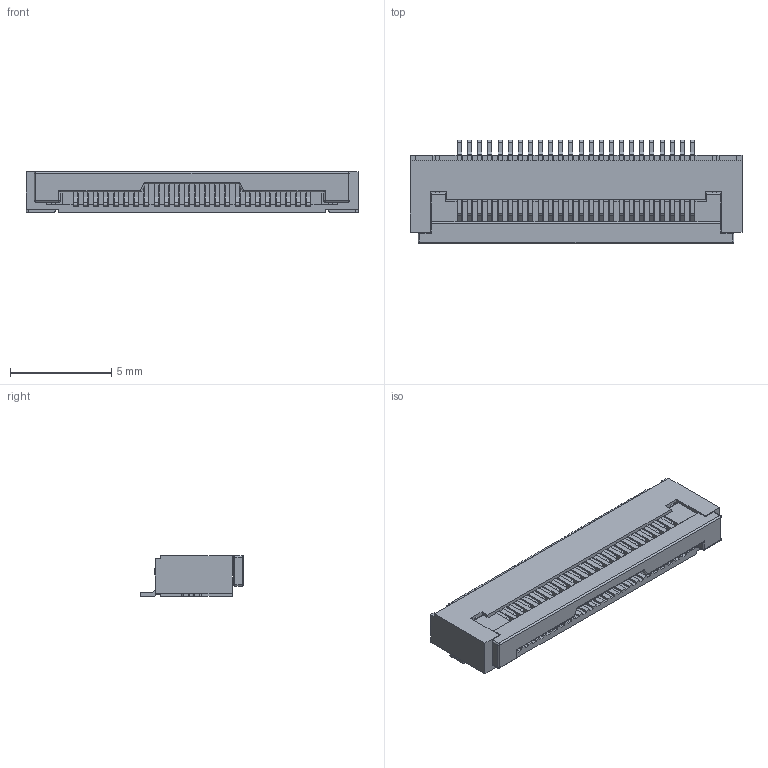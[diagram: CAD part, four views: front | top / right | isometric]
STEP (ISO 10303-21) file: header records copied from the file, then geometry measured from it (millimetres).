
FILE_DESCRIPTION(/* description */ (''),/* implementation_level */ '2;1');
FILE_NAME(/* name */ 'CON_XUNPU_FPC-05F-24PH20.step',/* time_stamp */ '2024-07-13T16:00:32+02:00',/* author */ (''),/* organization */ (''),/* preprocessor_version */ 'ST-DEVELOPER v20',/* originating_system */ 'Autodesk Translation Framework v13.14.0.145',/* authorisation */ '');
FILE_SCHEMA (('AUTOMOTIVE_DESIGN { 1 0 10303 214 3 1 1 }'));
Length unit declared in the file: millimetre
Products named in the file (5): CON_XUNPU_FPC-05F-24PH20; Board; UYLc-FPC1; FPC-SMD_24P-P0.50_FPC-05F-24PH20; COMPOUND
Assembly tree (4 placements, depth 4):
  CON_XUNPU_FPC-05F-24PH20
    Board
    UYLc-FPC1
      FPC-SMD_24P-P0.50_FPC-05F-24PH20
        COMPOUND
Bounding box: 16.4 x 5.12 x 2 mm (x, y, z)
Volume: 88.5 mm3; surface area: 729 mm2
Topology: 28 solids, 28 shells, 1120 faces, 3284 edges, 2156 vertices
Faces by surface type: plane 956, cylinder 156, sphere 8
Entity records: 37860 total; most frequent: CARTESIAN_POINT 6561, ORIENTED_EDGE 6552, DIRECTION 5836, EDGE_CURVE 3276, LINE 2974, VECTOR 2974, VERTEX_POINT 2156, AXIS2_PLACEMENT_3D 1431
